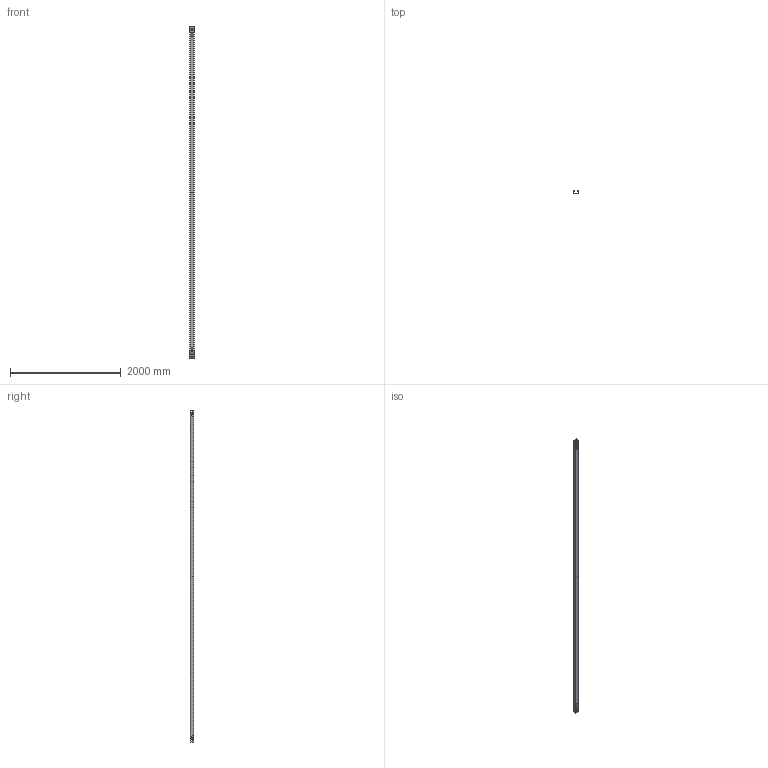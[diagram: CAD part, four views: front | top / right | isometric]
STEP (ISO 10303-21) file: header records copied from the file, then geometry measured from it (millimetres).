
FILE_DESCRIPTION(/* description */ (''),/* implementation_level */ '2;1');
FILE_NAME(/* name */ '6055812',/* time_stamp */ '2014-08-25T13:42:44+02:00',/* author */ (''),/* organization */ (''),/* preprocessor_version */ 'ST-DEVELOPER v15',/* originating_system */ '',/* authorisation */ '');
FILE_SCHEMA (('AUTOMOTIVE_DESIGN'));
Length unit declared in the file: millimetre
Products named in the file (1): Document
Bounding box: 75 x 59.5 x 6000 mm (x, y, z)
Volume: 961312.6 mm3; surface area: 2639666.2 mm2
Topology: 1 solids, 1 shells, 166 faces, 452 edges, 288 vertices
Faces by surface type: bspline 88, plane 78
Entity records: 5813 total; most frequent: CARTESIAN_POINT 3032, ORIENTED_EDGE 904, EDGE_CURVE 452, VERTEX_POINT 288, B_SPLINE_CURVE_WITH_KNOTS 284, EDGE_LOOP 214, ADVANCED_FACE 166, FACE_OUTER_BOUND 166
